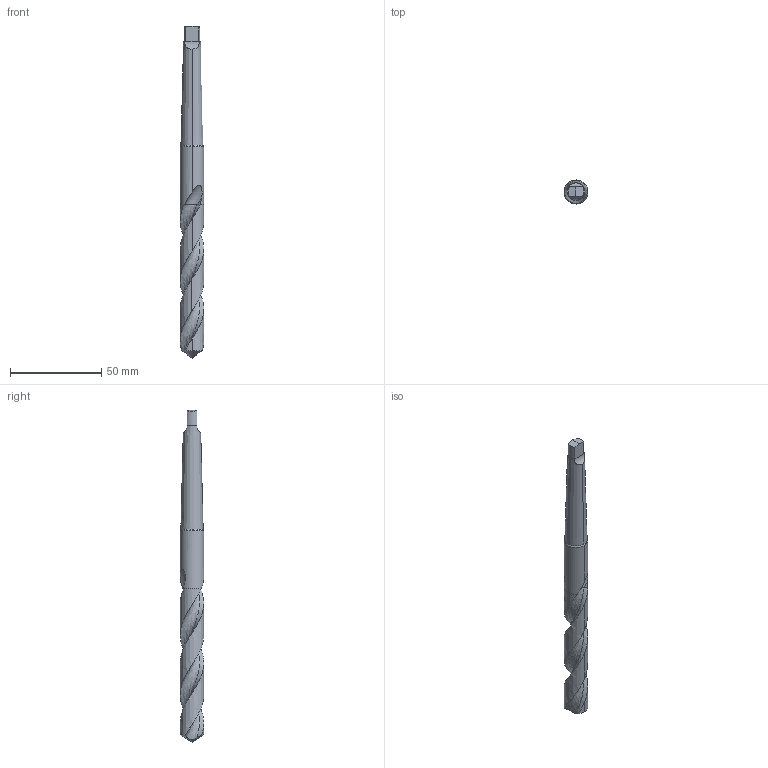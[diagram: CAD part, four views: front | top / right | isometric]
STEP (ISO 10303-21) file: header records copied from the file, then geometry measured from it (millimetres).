
FILE_DESCRIPTION(('no description'),'unknown implementation level');
FILE_NAME('solidL0HhLPJVCaXUvqAUZ4lMXsWt9pY_1.STP',' ',('CIMSOURCE GmbH'),('CADClick - KiM GmbH - www.kimweb.de'),'unknown preprocess','ACIS','unknown authorization');
FILE_SCHEMA(('automotive_design'));
Length unit declared in the file: millimetre
Products named in the file (2): 1; 2
Bounding box: 13 x 13 x 182 mm (x, y, z)
Volume: 15864 mm3; surface area: 7442.8 mm2
Topology: 2 solids, 2 shells, 47 faces, 119 edges, 75 vertices
Faces by surface type: cone 14, plane 11, cylinder 10, revolution 8, bspline 4
Entity records: 7634 total; most frequent: CARTESIAN_POINT 5201, STYLED_ITEM 241, PRESENTATION_STYLE_ASSIGNMENT 241, COLOUR_RGB 241, ORIENTED_EDGE 234, DIRECTION 190, EDGE_CURVE 117, CURVE_STYLE 117
